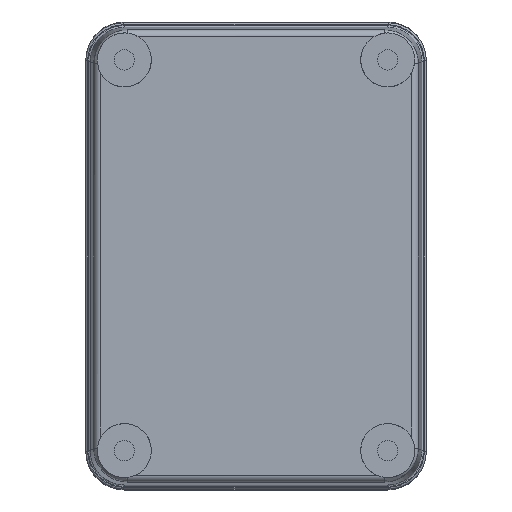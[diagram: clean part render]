
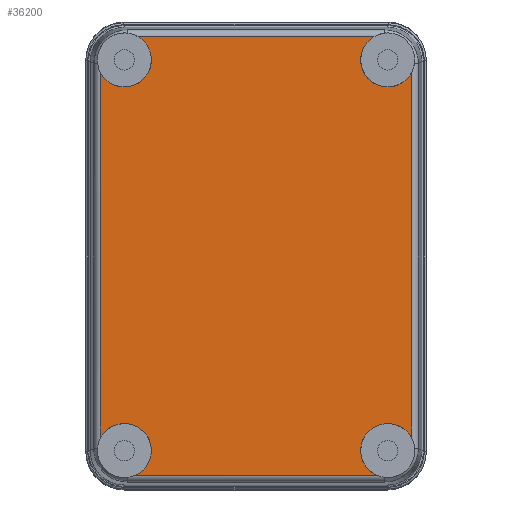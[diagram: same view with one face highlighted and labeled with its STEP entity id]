
A CAD part, front view. The second image highlights one B-rep face of the part: STEP entity #36200.
In plain terms, the highlighted planar face has unit normal (0, -1, 0).
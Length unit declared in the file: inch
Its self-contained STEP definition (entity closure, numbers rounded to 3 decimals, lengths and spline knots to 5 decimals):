
#53 = VERTEX_POINT ( 'NONE', #60487 ) ;
#295 = CARTESIAN_POINT ( 'NONE',  ( 1.11861, -1.965, -2.03135 ) ) ;
#1495 = DIRECTION ( 'NONE',  ( 0., 1., 0. ) ) ;
#2341 = CARTESIAN_POINT ( 'NONE',  ( 1.1905, -1.965, 2.03135 ) ) ;
#4125 = DIRECTION ( 'NONE',  ( 0., 0., 1. ) ) ;
#7103 = DIRECTION ( 'NONE',  ( 1., 0., 0. ) ) ;
#7223 = CIRCLE ( 'NONE', #27484, 0.25 ) ;
#7387 = FACE_OUTER_BOUND ( 'NONE', #64122, .T. ) ;
#8399 = DIRECTION ( 'NONE',  ( 0., -1., 0. ) ) ;
#9096 = VERTEX_POINT ( 'NONE', #54754 ) ;
#9898 = ORIENTED_EDGE ( 'NONE', *, *, #30909, .F. ) ;
#11542 = EDGE_CURVE ( 'NONE', #29001, #9096, #45822, .T. ) ;
#12349 = VERTEX_POINT ( 'NONE', #295 ) ;
#12951 = AXIS2_PLACEMENT_3D ( 'NONE', #51527, #1495, #21773 ) ;
#13055 = VECTOR ( 'NONE', #4125, 39.37008 ) ;
#13457 = CARTESIAN_POINT ( 'NONE',  ( -1.2195, -1.965, -1.80305 ) ) ;
#15283 = AXIS2_PLACEMENT_3D ( 'NONE', #39847, #55251, #40463 ) ;
#15564 = CARTESIAN_POINT ( 'NONE',  ( -1.4406, -1.965, 1.70026 ) ) ;
#16098 = CIRCLE ( 'NONE', #53070, 0.25 ) ;
#16335 = DIRECTION ( 'NONE',  ( 0., -1., 0. ) ) ;
#17198 = CARTESIAN_POINT ( 'NONE',  ( -1.4406, -1.965, 1.7805 ) ) ;
#19102 = CARTESIAN_POINT ( 'NONE',  ( -1.2195, -1.965, 1.81695 ) ) ;
#21773 = DIRECTION ( 'NONE',  ( 1., 0., 0. ) ) ;
#22167 = VERTEX_POINT ( 'NONE', #47751 ) ;
#22705 = DIRECTION ( 'NONE',  ( 1., 0., 0. ) ) ;
#25413 = LINE ( 'NONE', #2341, #56947 ) ;
#25974 = CIRCLE ( 'NONE', #42766, 0.25 ) ;
#26879 = VECTOR ( 'NONE', #57565, 39.37008 ) ;
#27484 = AXIS2_PLACEMENT_3D ( 'NONE', #19102, #38507, #59698 ) ;
#28943 = VERTEX_POINT ( 'NONE', #65440 ) ;
#29001 = VERTEX_POINT ( 'NONE', #15564 ) ;
#30909 = EDGE_CURVE ( 'NONE', #56297, #9096, #16098, .T. ) ;
#31921 = EDGE_CURVE ( 'NONE', #22167, #42936, #51008, .T. ) ;
#32030 = CARTESIAN_POINT ( 'NONE',  ( 1.1905, -1.965, -2.03135 ) ) ;
#33454 = EDGE_CURVE ( 'NONE', #28943, #12349, #25974, .T. ) ;
#34355 = EDGE_CURVE ( 'NONE', #56297, #12349, #64912, .T. ) ;
#35128 = EDGE_CURVE ( 'NONE', #28943, #42936, #35139, .T. ) ;
#35139 = LINE ( 'NONE', #39594, #13055 ) ;
#36200 = ADVANCED_FACE ( 'NONE', ( #7387 ), #42237, .F. ) ;
#36806 = CARTESIAN_POINT ( 'NONE',  ( 1.2205, -1.965, -1.80305 ) ) ;
#38047 = VECTOR ( 'NONE', #7103, 39.37008 ) ;
#38507 = DIRECTION ( 'NONE',  ( 0., -1., 0. ) ) ;
#39594 = CARTESIAN_POINT ( 'NONE',  ( 1.4416, -1.965, 1.7805 ) ) ;
#39847 = CARTESIAN_POINT ( 'NONE',  ( 1.2205, -1.965, 1.81695 ) ) ;
#40463 = DIRECTION ( 'NONE',  ( 1., 0., 0. ) ) ;
#42237 = PLANE ( 'NONE',  #12951 ) ;
#42653 = DIRECTION ( 'NONE',  ( -1., 0., 0. ) ) ;
#42766 = AXIS2_PLACEMENT_3D ( 'NONE', #36806, #16335, #51586 ) ;
#42936 = VERTEX_POINT ( 'NONE', #51684 ) ;
#45822 = LINE ( 'NONE', #17198, #26879 ) ;
#47751 = CARTESIAN_POINT ( 'NONE',  ( 1.09193, -1.965, 2.03135 ) ) ;
#49306 = EDGE_CURVE ( 'NONE', #22167, #53, #25413, .T. ) ;
#50578 = ORIENTED_EDGE ( 'NONE', *, *, #35128, .T. ) ;
#51008 = CIRCLE ( 'NONE', #15283, 0.25 ) ;
#51527 = CARTESIAN_POINT ( 'NONE',  ( 1.1905, -1.965, 1.7805 ) ) ;
#51586 = DIRECTION ( 'NONE',  ( 1., 0., 0. ) ) ;
#51684 = CARTESIAN_POINT ( 'NONE',  ( 1.4416, -1.965, 1.70026 ) ) ;
#53070 = AXIS2_PLACEMENT_3D ( 'NONE', #13457, #8399, #22705 ) ;
#54754 = CARTESIAN_POINT ( 'NONE',  ( -1.4406, -1.965, -1.68637 ) ) ;
#55251 = DIRECTION ( 'NONE',  ( 0., -1., 0. ) ) ;
#55888 = ORIENTED_EDGE ( 'NONE', *, *, #49306, .T. ) ;
#56297 = VERTEX_POINT ( 'NONE', #64591 ) ;
#56638 = ORIENTED_EDGE ( 'NONE', *, *, #57538, .F. ) ;
#56947 = VECTOR ( 'NONE', #42653, 39.37008 ) ;
#57381 = ORIENTED_EDGE ( 'NONE', *, *, #33454, .F. ) ;
#57538 = EDGE_CURVE ( 'NONE', #29001, #53, #7223, .T. ) ;
#57565 = DIRECTION ( 'NONE',  ( 0., 0., -1. ) ) ;
#57724 = ORIENTED_EDGE ( 'NONE', *, *, #34355, .T. ) ;
#58449 = ORIENTED_EDGE ( 'NONE', *, *, #11542, .T. ) ;
#58958 = ORIENTED_EDGE ( 'NONE', *, *, #31921, .F. ) ;
#59698 = DIRECTION ( 'NONE',  ( 1., 0., 0. ) ) ;
#60487 = CARTESIAN_POINT ( 'NONE',  ( -1.09093, -1.965, 2.03135 ) ) ;
#64122 = EDGE_LOOP ( 'NONE', ( #57381, #50578, #58958, #55888, #56638, #58449, #9898, #57724 ) ) ;
#64591 = CARTESIAN_POINT ( 'NONE',  ( -1.11761, -1.965, -2.03135 ) ) ;
#64912 = LINE ( 'NONE', #32030, #38047 ) ;
#65440 = CARTESIAN_POINT ( 'NONE',  ( 1.4416, -1.965, -1.68637 ) ) ;
